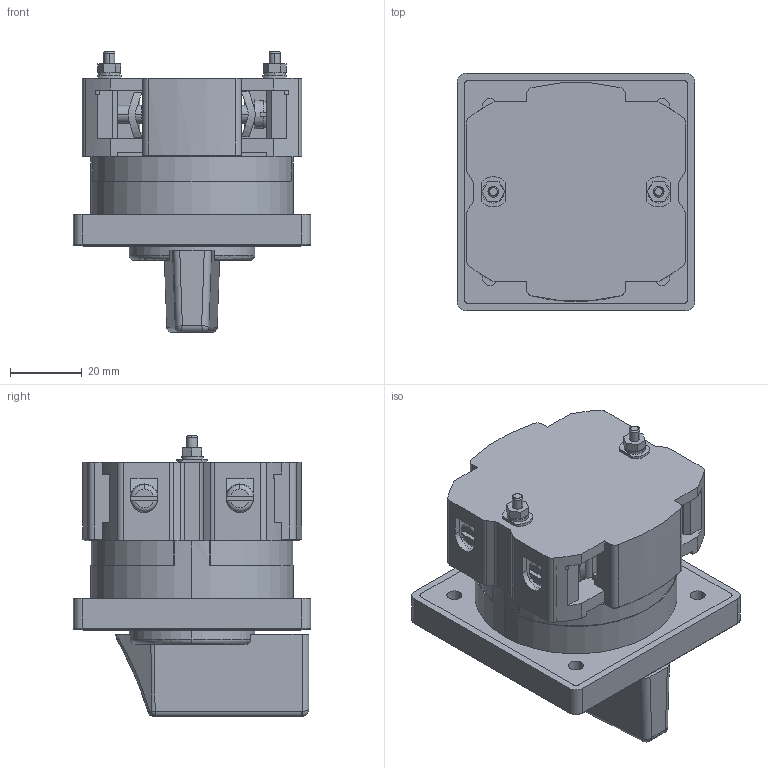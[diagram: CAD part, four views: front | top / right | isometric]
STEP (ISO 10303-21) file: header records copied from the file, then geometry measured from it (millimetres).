
FILE_DESCRIPTION((''),'2;1');
FILE_NAME('ASM0104H_ASM','2021-10-01T',('marketing.praksa'),('Audax d.o.o.'),'CREO PARAMETRIC BY PTC INC, 2017480','CREO PARAMETRIC BY PTC INC, 2017480','');
FILE_SCHEMA(('AUTOMOTIVE_DESIGN { 1 0 10303 214 1 1 1 1 }'));
Products named in the file (34): BLACK-FRONT-SWITCH_1_1_1_2_3; WHITE-1_1_1_1_2_3; BOT-SCRE2X_1_1_1_1_1_2_3; BOT-SCRE2X_1_2_1_1_1_2_3; BOT-SCRE2X_1_ASM_1_ASM_1_1_2_3_ASM; SCREW-X2_1_1_1_1_1_2_3; SCREW-X2_1_2_1_1_1_2_3; SCREW-X2_1_ASM_1_ASM_1_1_2_3_ASM; PRT9570_1_1_1_1_1_2_3; PRT9570_1_2_1_1_1_2_3; PRT9570_1_ASM_1_ASM_1_1_2_3_ASM; ELE-SCR_ASM_1_ASM_1_ASM_1_1_2_3_ASM; MEINA_1_1_1_1_1_2_3; MEINA_1_2_1_1_1_2_3; MEINA_1_ASM_1_ASM_1_1_2_3_ASM; PRT9571_1_1_1_1_1_2_3; PRT9571_1_2_1_1_1_2_3; PRT9571_1_ASM_1_ASM_1_1_2_3_ASM; COPPER-TOP_ASM_1_ASM_1_ASM_1__3_ASM; COPPER-THING_1_1_1_1_1_2_3; COPPER-THING_1_2_1_1_1_2_3; COPPER-THING_1_ASM_1_ASM_1_1__3_ASM; PRT9572_1_1_1_1_1_2_3; PRT9572_1_2_1_1_1_2_3; PRT9572_1_ASM_1_ASM_1_1_2_3_ASM; COPPER-BOT_ASM_1_ASM_1_ASM_1__3_ASM; PS_40_TWO_BLOCKS_1_1_1_1_1_2_3; PRT9569_1_1_1_2_3; MID_1_1_1_2_3; PRT9573_1_1_1_1_2_3; PRT9573_1_2_1_1_2_3; PRT9573_1_3_1_1_2_3; PRT9573_1_ASM_1_1_2_3_ASM; ASM0104H_ASM
Assembly tree (33 placements, depth 4):
  ASM0104H_ASM
    BLACK-FRONT-SWITCH_1_1_1_2_3
    WHITE-1_1_1_1_2_3
    BOT-SCRE2X_1_ASM_1_ASM_1_1_2_3_ASM
      BOT-SCRE2X_1_1_1_1_1_2_3
      BOT-SCRE2X_1_2_1_1_1_2_3
    ELE-SCR_ASM_1_ASM_1_ASM_1_1_2_3_ASM
      SCREW-X2_1_ASM_1_ASM_1_1_2_3_ASM
        SCREW-X2_1_1_1_1_1_2_3
        SCREW-X2_1_2_1_1_1_2_3
      PRT9570_1_ASM_1_ASM_1_1_2_3_ASM
        PRT9570_1_1_1_1_1_2_3
        PRT9570_1_2_1_1_1_2_3
    COPPER-TOP_ASM_1_ASM_1_ASM_1__3_ASM
      MEINA_1_ASM_1_ASM_1_1_2_3_ASM
        MEINA_1_1_1_1_1_2_3
        MEINA_1_2_1_1_1_2_3
      PRT9571_1_ASM_1_ASM_1_1_2_3_ASM
        PRT9571_1_1_1_1_1_2_3
        PRT9571_1_2_1_1_1_2_3
    COPPER-BOT_ASM_1_ASM_1_ASM_1__3_ASM
      COPPER-THING_1_ASM_1_ASM_1_1__3_ASM
        COPPER-THING_1_1_1_1_1_2_3
        COPPER-THING_1_2_1_1_1_2_3
      PRT9572_1_ASM_1_ASM_1_1_2_3_ASM
        PRT9572_1_1_1_1_1_2_3
        PRT9572_1_2_1_1_1_2_3
    PS_40_TWO_BLOCKS_1_1_1_1_1_2_3
    PRT9569_1_1_1_2_3
    MID_1_1_1_2_3
    PRT9573_1_ASM_1_1_2_3_ASM
      PRT9573_1_1_1_1_2_3
      PRT9573_1_2_1_1_2_3
      PRT9573_1_3_1_1_2_3
Bounding box: 66.2 x 66.2 x 78.33 mm (x, y, z)
Volume: 133652.5 mm3; surface area: 60028.9 mm2
Topology: 22 solids, 22 shells, 1129 faces, 3125 edges, 2045 vertices
Faces by surface type: plane 755, cylinder 285, torus 39, cone 22, bspline 20, sphere 4, extrusion 4
Entity records: 53791 total; most frequent: CARTESIAN_POINT 8406, ORIENTED_EDGE 6236, DIRECTION 6037, PRESENTATION_STYLE_ASSIGNMENT 3773, STYLED_ITEM 3773, CURVE_STYLE 3122, EDGE_CURVE 3118, VECTOR 2273
